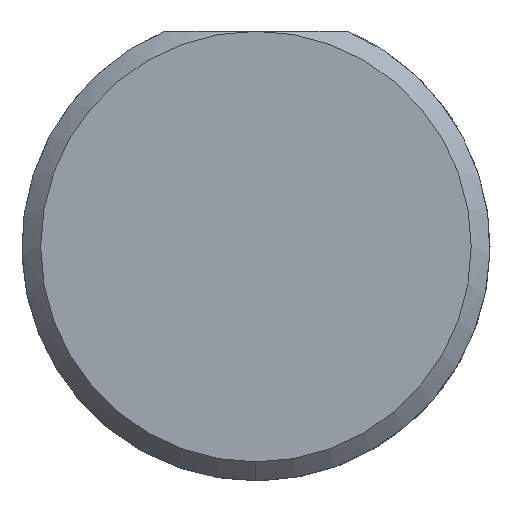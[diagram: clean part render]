
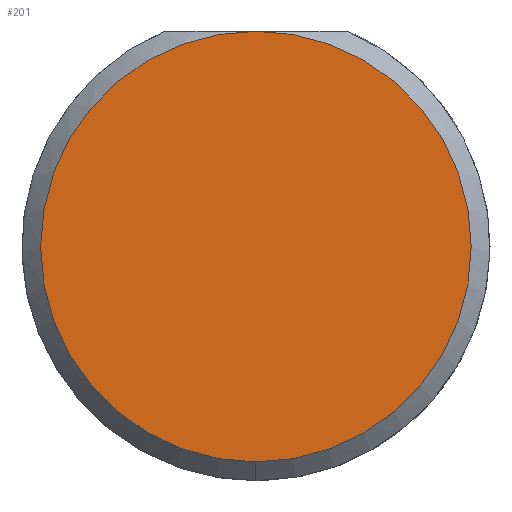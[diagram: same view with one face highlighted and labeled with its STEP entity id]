
A CAD part, left-side view. The second image highlights one B-rep face of the part: STEP entity #201.
In plain terms, the highlighted planar face has unit normal (-1, 0, 0).
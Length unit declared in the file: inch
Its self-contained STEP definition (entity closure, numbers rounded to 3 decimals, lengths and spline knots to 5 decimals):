
#8 = ORIENTED_EDGE ( 'NONE', *, *, #698, .T. ) ;
#84 = AXIS2_PLACEMENT_3D ( 'NONE', #202, #683, #245 ) ;
#127 = EDGE_LOOP ( 'NONE', ( #8, #609 ) ) ;
#163 = AXIS2_PLACEMENT_3D ( 'NONE', #651, #357, #595 ) ;
#201 = ADVANCED_FACE ( 'NONE', ( #694 ), #747, .F. ) ;
#202 = CARTESIAN_POINT ( 'NONE',  ( 0., 0., 0. ) ) ;
#224 = VERTEX_POINT ( 'NONE', #311 ) ;
#245 = DIRECTION ( 'NONE',  ( 0., 0., -1. ) ) ;
#311 = CARTESIAN_POINT ( 'NONE',  ( 0., 0., -0.11485 ) ) ;
#336 = DIRECTION ( 'NONE',  ( 0., 0., -1. ) ) ;
#357 = DIRECTION ( 'NONE',  ( -1., 0., 0. ) ) ;
#389 = AXIS2_PLACEMENT_3D ( 'NONE', #585, #631, #336 ) ;
#455 = EDGE_CURVE ( 'NONE', #224, #692, #680, .T. ) ;
#521 = CIRCLE ( 'NONE', #389, 0.11485 ) ;
#585 = CARTESIAN_POINT ( 'NONE',  ( 0., 0., 0. ) ) ;
#595 = DIRECTION ( 'NONE',  ( 0., 0., -1. ) ) ;
#609 = ORIENTED_EDGE ( 'NONE', *, *, #455, .T. ) ;
#631 = DIRECTION ( 'NONE',  ( -1., 0., 0. ) ) ;
#651 = CARTESIAN_POINT ( 'NONE',  ( 0., 0., 0. ) ) ;
#680 = CIRCLE ( 'NONE', #163, 0.11485 ) ;
#683 = DIRECTION ( 'NONE',  ( 1., 0., 0. ) ) ;
#692 = VERTEX_POINT ( 'NONE', #700 ) ;
#694 = FACE_OUTER_BOUND ( 'NONE', #127, .T. ) ;
#698 = EDGE_CURVE ( 'NONE', #692, #224, #521, .T. ) ;
#700 = CARTESIAN_POINT ( 'NONE',  ( 0., 0., 0.11485 ) ) ;
#747 = PLANE ( 'NONE',  #84 ) ;
